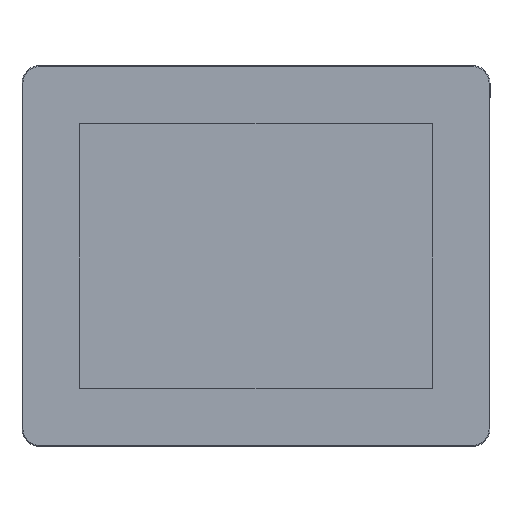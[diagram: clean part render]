
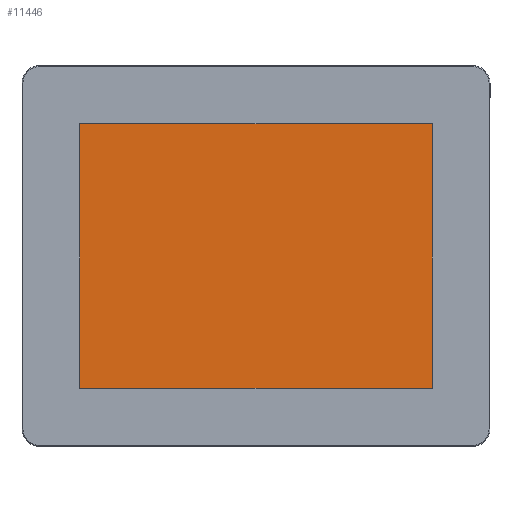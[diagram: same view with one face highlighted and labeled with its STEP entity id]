
A CAD part, top view. The second image highlights one B-rep face of the part: STEP entity #11446.
In plain terms, the highlighted planar face has unit normal (0, 0, 1).
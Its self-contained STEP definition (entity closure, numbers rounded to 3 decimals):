
#797=FACE_OUTER_BOUND('',#1414,.T.);
#1414=EDGE_LOOP('',(#9414,#9415,#9416,#9417));
#2635=LINE('',#18020,#4074);
#2639=LINE('',#18028,#4078);
#2642=LINE('',#18034,#4081);
#2645=LINE('',#18039,#4084);
#4074=VECTOR('',#14679,10.);
#4078=VECTOR('',#14685,10.);
#4081=VECTOR('',#14690,10.);
#4084=VECTOR('',#14695,10.);
#5232=VERTEX_POINT('',#18018);
#5233=VERTEX_POINT('',#18019);
#5236=VERTEX_POINT('',#18027);
#5238=VERTEX_POINT('',#18033);
#6672=EDGE_CURVE('',#5232,#5233,#2635,.T.);
#6676=EDGE_CURVE('',#5233,#5236,#2639,.T.);
#6679=EDGE_CURVE('',#5236,#5238,#2642,.T.);
#6682=EDGE_CURVE('',#5238,#5232,#2645,.T.);
#9414=ORIENTED_EDGE('',*,*,#6682,.T.);
#9415=ORIENTED_EDGE('',*,*,#6672,.T.);
#9416=ORIENTED_EDGE('',*,*,#6676,.T.);
#9417=ORIENTED_EDGE('',*,*,#6679,.T.);
#10757=PLANE('',#12403);
#11446=ADVANCED_FACE('',(#797),#10757,.T.);
#12403=AXIS2_PLACEMENT_3D('',#18041,#14697,#14698);
#14679=DIRECTION('',(1.,0.,0.));
#14685=DIRECTION('',(0.,1.,0.));
#14690=DIRECTION('',(-1.,0.,0.));
#14695=DIRECTION('',(0.,-1.,0.));
#14697=DIRECTION('center_axis',(0.,0.,1.));
#14698=DIRECTION('ref_axis',(1.,0.,0.));
#18018=CARTESIAN_POINT('',(12.961,13.099,1.1));
#18019=CARTESIAN_POINT('',(83.641,13.099,1.1));
#18020=CARTESIAN_POINT('',(12.961,13.099,1.1));
#18027=CARTESIAN_POINT('',(83.641,66.259,1.1));
#18028=CARTESIAN_POINT('',(83.641,13.099,1.1));
#18033=CARTESIAN_POINT('',(12.961,66.259,1.1));
#18034=CARTESIAN_POINT('',(83.641,66.259,1.1));
#18039=CARTESIAN_POINT('',(12.961,66.259,1.1));
#18041=CARTESIAN_POINT('Origin',(48.301,39.679,1.1));
